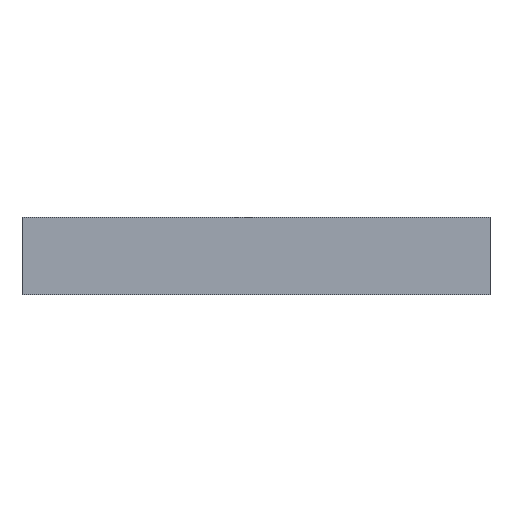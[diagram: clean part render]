
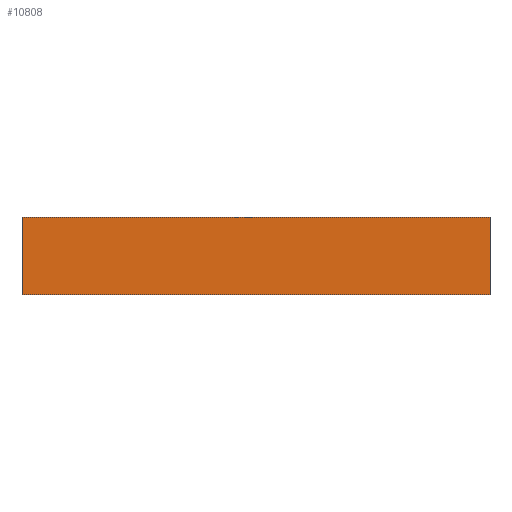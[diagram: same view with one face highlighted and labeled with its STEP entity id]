
A CAD part, left-side view. The second image highlights one B-rep face of the part: STEP entity #10808.
In plain terms, the highlighted planar face has unit normal (-1, 0, 0).
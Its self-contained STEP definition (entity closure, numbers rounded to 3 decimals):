
#1331=FACE_OUTER_BOUND('',#1958,.T.);
#1958=EDGE_LOOP('',(#9453,#9454,#9455,#9456));
#2313=LINE('',#15963,#3339);
#2816=LINE('',#17365,#3842);
#3005=LINE('',#18476,#4031);
#3006=LINE('',#18477,#4032);
#3339=VECTOR('',#11999,10.);
#3842=VECTOR('',#12866,10.);
#4031=VECTOR('',#13815,10.);
#4032=VECTOR('',#13816,10.);
#4368=VERTEX_POINT('',#15956);
#4371=VERTEX_POINT('',#15961);
#4736=VERTEX_POINT('',#17364);
#5050=VERTEX_POINT('',#18475);
#5553=EDGE_CURVE('',#4368,#4371,#2313,.T.);
#6100=EDGE_CURVE('',#4736,#4368,#2816,.T.);
#6536=EDGE_CURVE('',#5050,#4371,#3005,.T.);
#6537=EDGE_CURVE('',#4736,#5050,#3006,.T.);
#9453=ORIENTED_EDGE('',*,*,#6100,.T.);
#9454=ORIENTED_EDGE('',*,*,#5553,.T.);
#9455=ORIENTED_EDGE('',*,*,#6536,.F.);
#9456=ORIENTED_EDGE('',*,*,#6537,.F.);
#9849=PLANE('',#11480);
#10808=ADVANCED_FACE('',(#1331),#9849,.T.);
#11480=AXIS2_PLACEMENT_3D('',#18474,#13813,#13814);
#11999=DIRECTION('',(0.,0.,1.));
#12866=DIRECTION('',(0.,-1.,0.));
#13813=DIRECTION('center_axis',(-1.,0.,0.));
#13814=DIRECTION('ref_axis',(0.,-1.,0.));
#13815=DIRECTION('',(0.,-1.,0.));
#13816=DIRECTION('',(0.,0.,1.));
#15956=CARTESIAN_POINT('',(0.,0.,0.));
#15961=CARTESIAN_POINT('',(0.,0.,50.8));
#15963=CARTESIAN_POINT('',(0.,0.,0.));
#17364=CARTESIAN_POINT('',(0.,307.975,0.));
#17365=CARTESIAN_POINT('',(0.,307.975,0.));
#18474=CARTESIAN_POINT('Origin',(0.,307.975,0.));
#18475=CARTESIAN_POINT('',(0.,307.975,50.8));
#18476=CARTESIAN_POINT('',(0.,307.975,50.8));
#18477=CARTESIAN_POINT('',(0.,307.975,0.));
